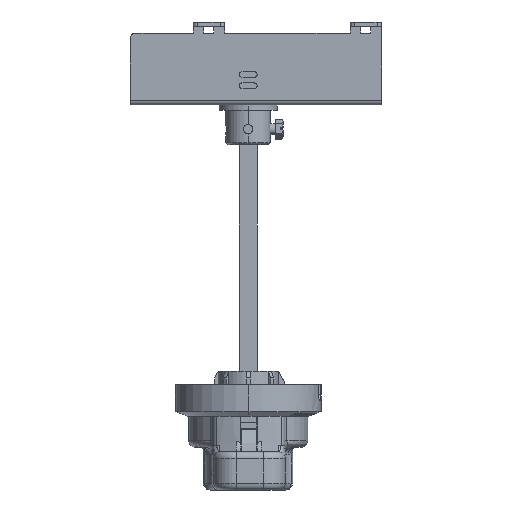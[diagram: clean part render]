
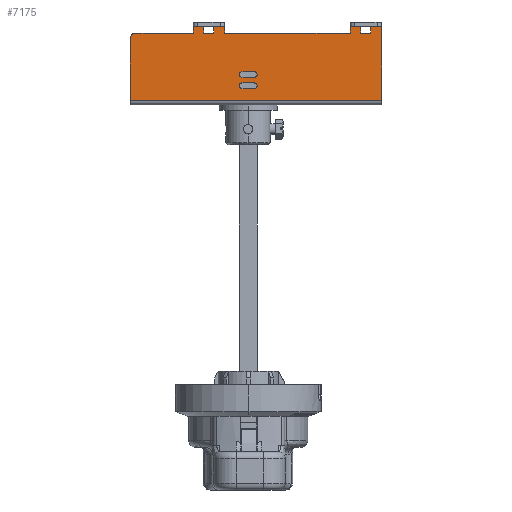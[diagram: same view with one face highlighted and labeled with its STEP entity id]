
A CAD part, front view. The second image highlights one B-rep face of the part: STEP entity #7175.
In plain terms, the highlighted planar face has unit normal (0, -1, 0).
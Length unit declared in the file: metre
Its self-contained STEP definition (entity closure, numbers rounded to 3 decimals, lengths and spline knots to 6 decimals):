
#4220=DIRECTION('',(0.,0.,1.));
#4221=VECTOR('',#4220,0.003);
#4222=CARTESIAN_POINT('',(0.044052,-0.057177,0.11925));
#4223=LINE('',#4222,#4221);
#4257=DIRECTION('',(1.,0.,0.));
#4258=VECTOR('',#4257,0.0055);
#4259=CARTESIAN_POINT('',(-0.004198,-0.057177,0.09955));
#4260=LINE('',#4259,#4258);
#4273=DIRECTION('',(-1.,0.,0.));
#4274=VECTOR('',#4273,0.0055);
#4275=CARTESIAN_POINT('',(0.001302,-0.057177,0.10205));
#4276=LINE('',#4275,#4274);
#4289=CARTESIAN_POINT('',(-0.004198,-0.057177,0.1008));
#4290=DIRECTION('',(0.,1.,0.));
#4291=DIRECTION('',(0.,0.,-1.));
#4292=AXIS2_PLACEMENT_3D('',#4289,#4290,#4291);
#4294=CARTESIAN_POINT('',(0.001302,-0.057177,0.1008));
#4295=DIRECTION('',(0.,1.,0.));
#4296=DIRECTION('',(0.,0.,1.));
#4297=AXIS2_PLACEMENT_3D('',#4294,#4295,#4296);
#4299=CARTESIAN_POINT('',(-0.004198,-0.057177,0.0958));
#4300=DIRECTION('',(0.,1.,0.));
#4301=DIRECTION('',(0.,0.,-1.));
#4302=AXIS2_PLACEMENT_3D('',#4299,#4300,#4301);
#4304=CARTESIAN_POINT('',(0.001302,-0.057177,0.0958));
#4305=DIRECTION('',(0.,1.,0.));
#4306=DIRECTION('',(0.,0.,1.));
#4307=AXIS2_PLACEMENT_3D('',#4304,#4305,#4306);
#4309=DIRECTION('',(0.,0.,-1.));
#4310=VECTOR('',#4309,0.028);
#4311=CARTESIAN_POINT('',(-0.053948,-0.057177,0.11725));
#4312=LINE('',#4311,#4310);
#4313=CARTESIAN_POINT('',(-0.051948,-0.057177,0.11725));
#4314=DIRECTION('',(0.,-1.,0.));
#4315=DIRECTION('',(0.,0.,1.));
#4316=AXIS2_PLACEMENT_3D('',#4313,#4314,#4315);
#4318=DIRECTION('',(-1.,0.,0.));
#4319=VECTOR('',#4318,0.00475);
#4320=CARTESIAN_POINT('',(0.048802,-0.057177,0.12225));
#4321=LINE('',#4320,#4319);
#4322=DIRECTION('',(-1.,0.,0.));
#4323=VECTOR('',#4322,0.00475);
#4324=CARTESIAN_POINT('',(0.058052,-0.057177,0.12225));
#4325=LINE('',#4324,#4323);
#4326=DIRECTION('',(0.,0.,1.));
#4327=VECTOR('',#4326,0.033);
#4328=CARTESIAN_POINT('',(0.058052,-0.057177,0.08925));
#4329=LINE('',#4328,#4327);
#4330=DIRECTION('',(-1.,0.,0.));
#4331=VECTOR('',#4330,0.0055);
#4332=CARTESIAN_POINT('',(0.001302,-0.057177,0.09705));
#4333=LINE('',#4332,#4331);
#4346=DIRECTION('',(1.,0.,0.));
#4347=VECTOR('',#4346,0.0055);
#4348=CARTESIAN_POINT('',(-0.004198,-0.057177,0.09455));
#4349=LINE('',#4348,#4347);
#4370=DIRECTION('',(1.,0.,0.));
#4371=VECTOR('',#4370,0.026);
#4372=CARTESIAN_POINT('',(-0.051948,-0.057177,0.11925));
#4373=LINE('',#4372,#4371);
#4399=DIRECTION('',(0.,0.,1.));
#4400=VECTOR('',#4399,0.003);
#4401=CARTESIAN_POINT('',(-0.025948,-0.057177,0.11925));
#4402=LINE('',#4401,#4400);
#4424=DIRECTION('',(0.,0.,-1.));
#4425=VECTOR('',#4424,0.003);
#4426=CARTESIAN_POINT('',(-0.021198,-0.057177,0.12225));
#4427=LINE('',#4426,#4425);
#4468=DIRECTION('',(0.,0.,1.));
#4469=VECTOR('',#4468,0.003);
#4470=CARTESIAN_POINT('',(-0.016698,-0.057177,0.11925));
#4471=LINE('',#4470,#4469);
#4497=DIRECTION('',(0.,0.,-1.));
#4498=VECTOR('',#4497,0.003);
#4499=CARTESIAN_POINT('',(-0.011948,-0.057177,0.12225));
#4500=LINE('',#4499,#4498);
#4501=DIRECTION('',(1.,0.,0.));
#4502=VECTOR('',#4501,0.056);
#4503=CARTESIAN_POINT('',(-0.011948,-0.057177,0.11925));
#4504=LINE('',#4503,#4502);
#4527=DIRECTION('',(1.,0.,0.));
#4528=VECTOR('',#4527,0.00475);
#4529=CARTESIAN_POINT('',(-0.016698,-0.057177,0.12225));
#4530=LINE('',#4529,#4528);
#4536=DIRECTION('',(1.,0.,0.));
#4537=VECTOR('',#4536,0.00475);
#4538=CARTESIAN_POINT('',(-0.025948,-0.057177,0.12225));
#4539=LINE('',#4538,#4537);
#4572=DIRECTION('',(1.,0.,0.));
#4573=VECTOR('',#4572,0.0045);
#4574=CARTESIAN_POINT('',(-0.021198,-0.057177,0.11925));
#4575=LINE('',#4574,#4573);
#4597=DIRECTION('',(0.,0.,-1.));
#4598=VECTOR('',#4597,0.003);
#4599=CARTESIAN_POINT('',(0.048802,-0.057177,0.12225));
#4600=LINE('',#4599,#4598);
#4613=DIRECTION('',(1.,0.,0.));
#4614=VECTOR('',#4613,0.0045);
#4615=CARTESIAN_POINT('',(0.048802,-0.057177,0.11925));
#4616=LINE('',#4615,#4614);
#4642=DIRECTION('',(0.,0.,1.));
#4643=VECTOR('',#4642,0.003);
#4644=CARTESIAN_POINT('',(0.053302,-0.057177,0.11925));
#4645=LINE('',#4644,#4643);
#4666=DIRECTION('',(-1.,0.,0.));
#4667=VECTOR('',#4666,0.112);
#4668=CARTESIAN_POINT('',(0.058052,-0.057177,0.08925));
#4669=LINE('',#4668,#4667);
#5058=CARTESIAN_POINT('',(-0.053948,-0.057177,0.11725));
#5059=VERTEX_POINT('',#5058);
#5060=CARTESIAN_POINT('',(-0.053948,-0.057177,0.08925));
#5061=VERTEX_POINT('',#5060);
#5140=CARTESIAN_POINT('',(0.058052,-0.057177,0.08925));
#5141=VERTEX_POINT('',#5140);
#5142=CARTESIAN_POINT('',(0.058052,-0.057177,0.12225));
#5143=VERTEX_POINT('',#5142);
#5152=CARTESIAN_POINT('',(0.053302,-0.057177,0.12225));
#5153=VERTEX_POINT('',#5152);
#5158=CARTESIAN_POINT('',(0.048802,-0.057177,0.12225));
#5159=VERTEX_POINT('',#5158);
#5160=CARTESIAN_POINT('',(0.044052,-0.057177,0.12225));
#5161=VERTEX_POINT('',#5160);
#5164=CARTESIAN_POINT('',(-0.051948,-0.057177,0.11925));
#5165=VERTEX_POINT('',#5164);
#5166=CARTESIAN_POINT('',(-0.025948,-0.057177,0.11925));
#5167=VERTEX_POINT('',#5166);
#5168=CARTESIAN_POINT('',(-0.025948,-0.057177,0.12225));
#5169=VERTEX_POINT('',#5168);
#5170=CARTESIAN_POINT('',(-0.021198,-0.057177,0.12225));
#5171=VERTEX_POINT('',#5170);
#5172=CARTESIAN_POINT('',(-0.021198,-0.057177,0.11925));
#5173=VERTEX_POINT('',#5172);
#5174=CARTESIAN_POINT('',(-0.016698,-0.057177,0.11925));
#5175=VERTEX_POINT('',#5174);
#5176=CARTESIAN_POINT('',(-0.016698,-0.057177,0.12225));
#5177=VERTEX_POINT('',#5176);
#5178=CARTESIAN_POINT('',(-0.011948,-0.057177,0.12225));
#5179=VERTEX_POINT('',#5178);
#5180=CARTESIAN_POINT('',(-0.011948,-0.057177,0.11925));
#5181=VERTEX_POINT('',#5180);
#5182=CARTESIAN_POINT('',(0.044052,-0.057177,0.11925));
#5183=VERTEX_POINT('',#5182);
#5184=CARTESIAN_POINT('',(0.048802,-0.057177,0.11925));
#5185=VERTEX_POINT('',#5184);
#5186=CARTESIAN_POINT('',(0.053302,-0.057177,0.11925));
#5187=VERTEX_POINT('',#5186);
#5188=CARTESIAN_POINT('',(-0.004198,-0.057177,0.09455));
#5189=CARTESIAN_POINT('',(-0.004198,-0.057177,0.09705));
#5190=VERTEX_POINT('',#5188);
#5191=VERTEX_POINT('',#5189);
#5192=CARTESIAN_POINT('',(0.001302,-0.057177,0.09455));
#5193=VERTEX_POINT('',#5192);
#5194=CARTESIAN_POINT('',(0.001302,-0.057177,0.09705));
#5195=VERTEX_POINT('',#5194);
#5196=CARTESIAN_POINT('',(-0.004198,-0.057177,0.09955));
#5197=CARTESIAN_POINT('',(-0.004198,-0.057177,0.10205));
#5198=VERTEX_POINT('',#5196);
#5199=VERTEX_POINT('',#5197);
#5200=CARTESIAN_POINT('',(0.001302,-0.057177,0.09955));
#5201=VERTEX_POINT('',#5200);
#5202=CARTESIAN_POINT('',(0.001302,-0.057177,0.10205));
#5203=VERTEX_POINT('',#5202);
#7119=CARTESIAN_POINT('',(0.058052,-0.057177,0.08725));
#7120=DIRECTION('',(0.,1.,0.));
#7121=DIRECTION('',(0.,0.,1.));
#7122=AXIS2_PLACEMENT_3D('',#7119,#7120,#7121);
#7123=PLANE('',#7122);
#7124=ORIENTED_EDGE('',*,*,#5724,.F.);
#7126=ORIENTED_EDGE('',*,*,#7125,.F.);
#7128=ORIENTED_EDGE('',*,*,#7127,.T.);
#7130=ORIENTED_EDGE('',*,*,#7129,.T.);
#7132=ORIENTED_EDGE('',*,*,#7131,.T.);
#7134=ORIENTED_EDGE('',*,*,#7133,.T.);
#7136=ORIENTED_EDGE('',*,*,#7135,.T.);
#7138=ORIENTED_EDGE('',*,*,#7137,.T.);
#7140=ORIENTED_EDGE('',*,*,#7139,.T.);
#7142=ORIENTED_EDGE('',*,*,#7141,.T.);
#7144=ORIENTED_EDGE('',*,*,#7143,.T.);
#7145=ORIENTED_EDGE('',*,*,#6952,.T.);
#7146=ORIENTED_EDGE('',*,*,#6830,.F.);
#7148=ORIENTED_EDGE('',*,*,#7147,.T.);
#7150=ORIENTED_EDGE('',*,*,#7149,.T.);
#7152=ORIENTED_EDGE('',*,*,#7151,.T.);
#7153=ORIENTED_EDGE('',*,*,#6822,.F.);
#7154=ORIENTED_EDGE('',*,*,#6800,.F.);
#7156=ORIENTED_EDGE('',*,*,#7155,.T.);
#7157=EDGE_LOOP('',(#7124,#7126,#7128,#7130,#7132,#7134,#7136,#7138,#7140,#7142,
#7144,#7145,#7146,#7148,#7150,#7152,#7153,#7154,#7156));
#7158=FACE_OUTER_BOUND('',#7157,.F.);
#7160=ORIENTED_EDGE('',*,*,#7159,.T.);
#7162=ORIENTED_EDGE('',*,*,#7161,.F.);
#7164=ORIENTED_EDGE('',*,*,#7163,.T.);
#7166=ORIENTED_EDGE('',*,*,#7165,.F.);
#7167=EDGE_LOOP('',(#7160,#7162,#7164,#7166));
#7168=FACE_BOUND('',#7167,.F.);
#7169=ORIENTED_EDGE('',*,*,#7085,.T.);
#7170=ORIENTED_EDGE('',*,*,#7105,.F.);
#7171=ORIENTED_EDGE('',*,*,#7042,.T.);
#7172=ORIENTED_EDGE('',*,*,#7064,.F.);
#7173=EDGE_LOOP('',(#7169,#7170,#7171,#7172));
#7174=FACE_BOUND('',#7173,.F.);
#7175=ADVANCED_FACE('',(#7158,#7168,#7174),#7123,.F.);
#4293=CIRCLE('',#4292,0.00125);
#4298=CIRCLE('',#4297,0.00125);
#4303=CIRCLE('',#4302,0.00125);
#4308=CIRCLE('',#4307,0.00125);
#4317=CIRCLE('',#4316,0.002);
#5724=EDGE_CURVE('',#5059,#5061,#4312,.T.);
#6800=EDGE_CURVE('',#5141,#5143,#4329,.T.);
#6822=EDGE_CURVE('',#5143,#5153,#4325,.T.);
#6830=EDGE_CURVE('',#5159,#5161,#4321,.T.);
#6952=EDGE_CURVE('',#5183,#5161,#4223,.T.);
#7042=EDGE_CURVE('',#5198,#5201,#4260,.T.);
#7064=EDGE_CURVE('',#5203,#5201,#4298,.T.);
#7085=EDGE_CURVE('',#5203,#5199,#4276,.T.);
#7105=EDGE_CURVE('',#5198,#5199,#4293,.T.);
#7125=EDGE_CURVE('',#5165,#5059,#4317,.T.);
#7127=EDGE_CURVE('',#5165,#5167,#4373,.T.);
#7129=EDGE_CURVE('',#5167,#5169,#4402,.T.);
#7131=EDGE_CURVE('',#5169,#5171,#4539,.T.);
#7133=EDGE_CURVE('',#5171,#5173,#4427,.T.);
#7135=EDGE_CURVE('',#5173,#5175,#4575,.T.);
#7137=EDGE_CURVE('',#5175,#5177,#4471,.T.);
#7139=EDGE_CURVE('',#5177,#5179,#4530,.T.);
#7141=EDGE_CURVE('',#5179,#5181,#4500,.T.);
#7143=EDGE_CURVE('',#5181,#5183,#4504,.T.);
#7147=EDGE_CURVE('',#5159,#5185,#4600,.T.);
#7149=EDGE_CURVE('',#5185,#5187,#4616,.T.);
#7151=EDGE_CURVE('',#5187,#5153,#4645,.T.);
#7155=EDGE_CURVE('',#5141,#5061,#4669,.T.);
#7159=EDGE_CURVE('',#5195,#5191,#4333,.T.);
#7161=EDGE_CURVE('',#5190,#5191,#4303,.T.);
#7163=EDGE_CURVE('',#5190,#5193,#4349,.T.);
#7165=EDGE_CURVE('',#5195,#5193,#4308,.T.);
